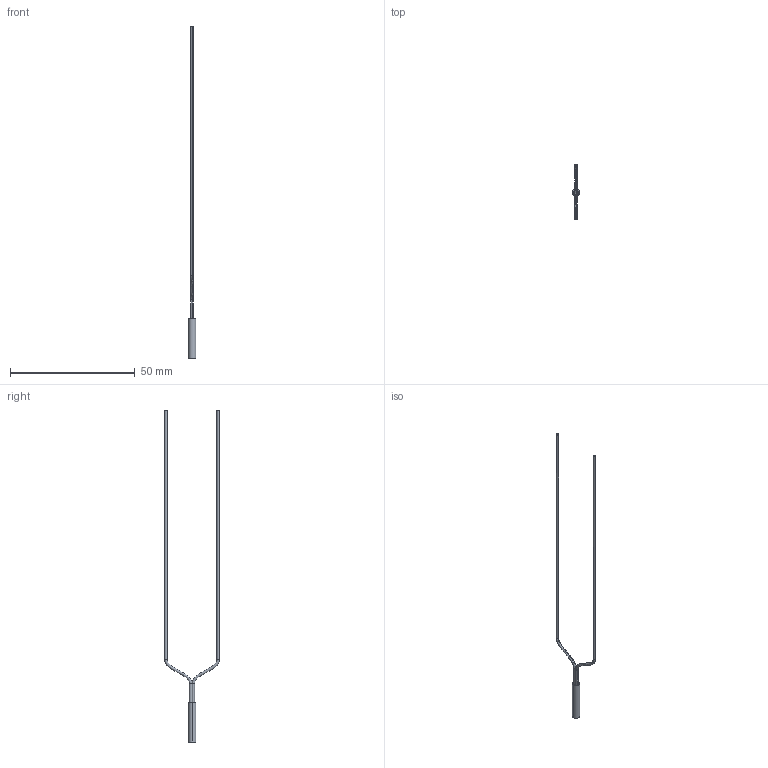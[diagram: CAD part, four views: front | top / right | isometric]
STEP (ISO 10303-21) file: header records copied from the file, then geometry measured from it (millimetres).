
FILE_DESCRIPTION((''),'2;1');
FILE_NAME('188694_ASM','2016-01-12T',('pdmadmin'),(''),'PRO/ENGINEER BY PARAMETRIC TECHNOLOGY CORPORATION, 2013230','PRO/ENGINEER BY PARAMETRIC TECHNOLOGY CORPORATION, 2013230','');
FILE_SCHEMA(('CONFIG_CONTROL_DESIGN'));
Length unit declared in the file: inch
Products named in the file (6): 39430; 30800_AF0; 30800_AF1; FIBER_CORE_-25_010; 45073_ASM; 188694_ASM
Assembly tree (6 placements, depth 3):
  188694_ASM
    45073_ASM
      39430
      30800_AF0
      30800_AF1
      FIBER_CORE_-25_010  x2
Bounding box: 3 x 22.03 x 133.3 mm (x, y, z)
Volume: 291.6 mm3; surface area: 1336.4 mm2
Topology: 5 solids, 7 shells, 46 faces, 88 edges, 52 vertices
Faces by surface type: cylinder 26, plane 10, bspline 8, cone 2
Entity records: 2271 total; most frequent: CARTESIAN_POINT 1233, DIRECTION 232, ORIENTED_EDGE 156, AXIS2_PLACEMENT_3D 103, EDGE_CURVE 82, VERTEX_POINT 48, CIRCLE 48, EDGE_LOOP 44
